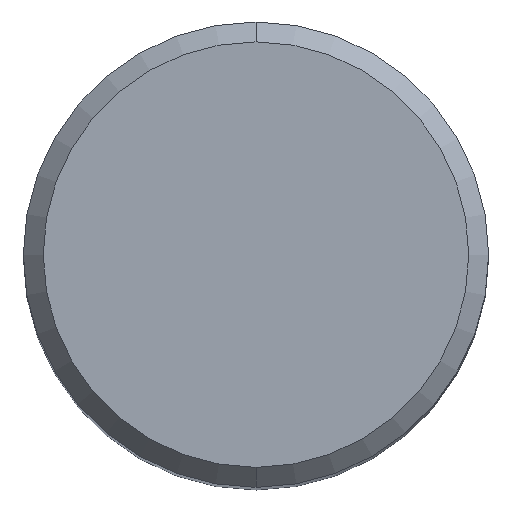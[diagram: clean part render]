
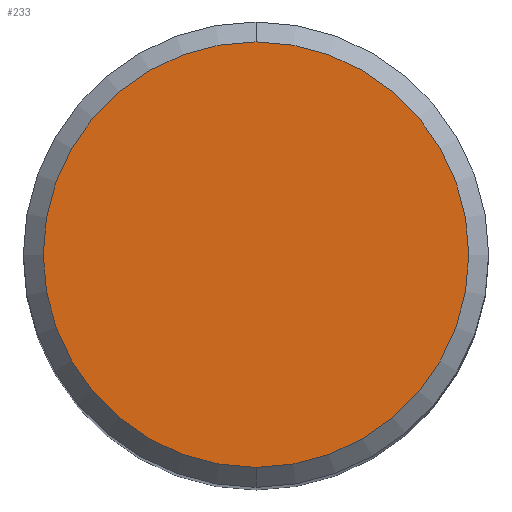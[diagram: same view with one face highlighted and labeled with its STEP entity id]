
A CAD part, top view. The second image highlights one B-rep face of the part: STEP entity #233.
In plain terms, the highlighted planar face has unit normal (0, 0, 1).
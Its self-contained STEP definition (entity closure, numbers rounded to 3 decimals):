
#173=EDGE_CURVE('',#249,#307,#465,.T.);
#189=EDGE_CURVE('',#307,#249,#483,.T.);
#233=ADVANCED_FACE('',(#531),#532,.T.);
#249=VERTEX_POINT('',#549);
#307=VERTEX_POINT('',#615);
#465=CIRCLE('',#777,6.4);
#483=CIRCLE('',#797,6.4);
#531=FACE_OUTER_BOUND('',#946,.T.);
#532=PLANE('',#947);
#549=CARTESIAN_POINT('',(0.0,6.4,0.));
#615=CARTESIAN_POINT('',(0.,-6.4,0.));
#777=AXIS2_PLACEMENT_3D('',#1451,#1452,#1453);
#797=AXIS2_PLACEMENT_3D('',#1471,#1472,#1473);
#946=EDGE_LOOP('',(#1517,#1518));
#947=AXIS2_PLACEMENT_3D('',#1519,#1520,#1521);
#1451=CARTESIAN_POINT('',(0.0,0.0,0.));
#1452=DIRECTION('',(0.0,0.0,-1.0));
#1453=DIRECTION('',(0.0,1.0,0.0));
#1471=CARTESIAN_POINT('',(0.0,0.0,0.));
#1472=DIRECTION('',(0.0,0.0,-1.0));
#1473=DIRECTION('',(0.0,1.0,0.0));
#1517=ORIENTED_EDGE('',*,*,#173,.F.);
#1518=ORIENTED_EDGE('',*,*,#189,.F.);
#1519=CARTESIAN_POINT('',(0.0,3.2,0.));
#1520=DIRECTION('',(-0.0,0.0,1.0));
#1521=DIRECTION('',(0.0,-1.0,0.0));
